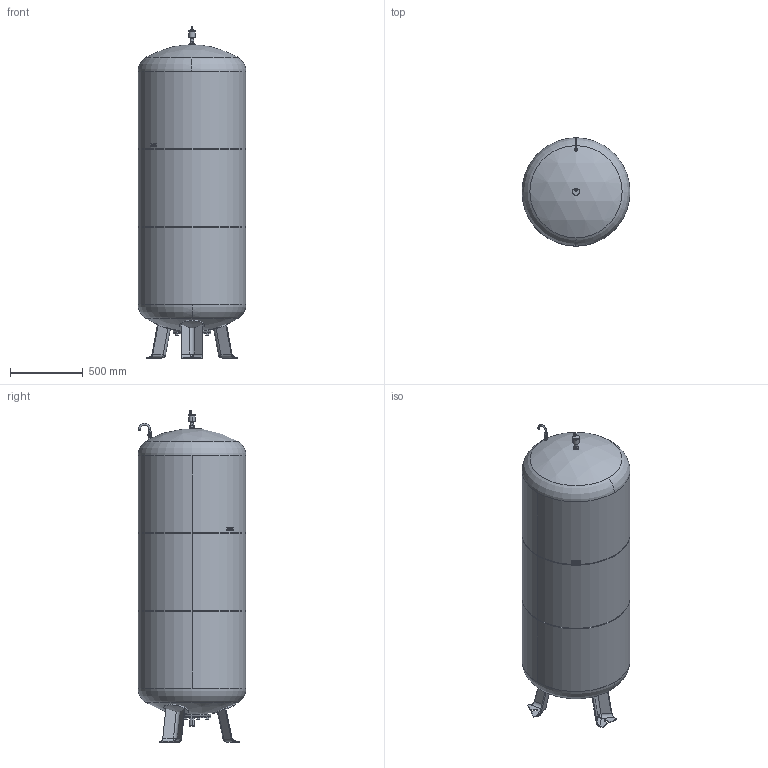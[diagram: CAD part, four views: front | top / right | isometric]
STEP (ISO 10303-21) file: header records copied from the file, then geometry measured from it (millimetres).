
FILE_DESCRIPTION((''),'2;1');
FILE_NAME('3d_VF800-6610500.stp','2009-12-30T07:53:24',(''),(''),'Mechanical Desktop 2008','Mechanical Desktop 2008',', , ');
FILE_SCHEMA(('CONFIG_CONTROL_DESIGN'));
Length unit declared in the file: millimetre
Products named in the file (1): Product
Bounding box: 740 x 740 x 2275 mm (x, y, z)
Volume: 794117658.1 mm3; surface area: 7349737.6 mm2
Topology: 39 solids, 39 shells, 455 faces, 1006 edges, 644 vertices
Faces by surface type: plane 257, cylinder 135, cone 30, bspline 14, sphere 11, torus 8
Entity records: 12901 total; most frequent: CARTESIAN_POINT 2626, DIRECTION 2202, ORIENTED_EDGE 1988, EDGE_CURVE 994, AXIS2_PLACEMENT_3D 792, VERTEX_POINT 644, VECTOR 618, LINE 618
